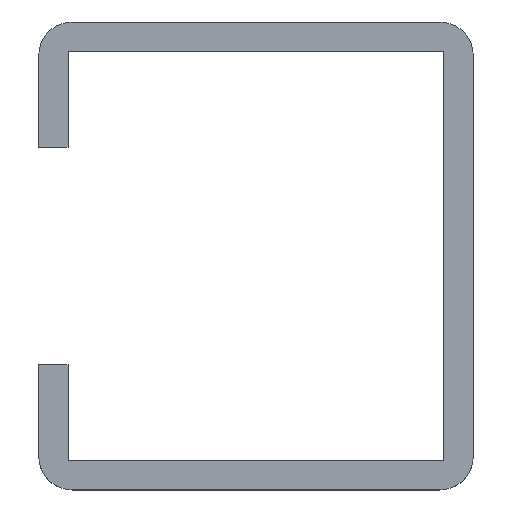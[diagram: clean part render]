
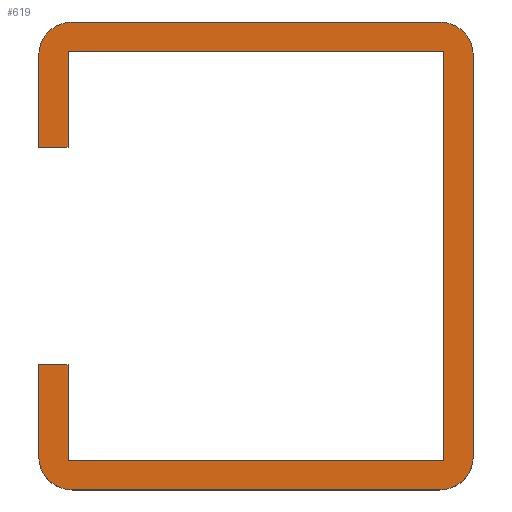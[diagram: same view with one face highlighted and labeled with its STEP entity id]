
A CAD part, top view. The second image highlights one B-rep face of the part: STEP entity #619.
In plain terms, the highlighted planar face has unit normal (0, 0, 1).
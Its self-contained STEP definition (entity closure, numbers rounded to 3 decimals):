
#73=CARTESIAN_POINT('',(13.0,-12.,3.5));
#74=VERTEX_POINT('',#73);
#75=CARTESIAN_POINT('',(11.,-14.,3.5));
#76=VERTEX_POINT('',#75);
#77=CARTESIAN_POINT('',(11.0,-12.,3.5));
#78=DIRECTION('',(0.0,0.0,-1.));
#79=DIRECTION('',(0.707,-0.707,0.0));
#80=AXIS2_PLACEMENT_3D('',#77,#78,#79);
#81=CIRCLE('',#80,2.);
#82=EDGE_CURVE('',#74,#76,#81,.T.);
#124=CARTESIAN_POINT('',(13.0,12.,3.5));
#125=VERTEX_POINT('',#124);
#132=CARTESIAN_POINT('',(13.0,12.,3.5));
#133=DIRECTION('',(0.0,-1.0,0.0));
#134=VECTOR('',#133,24.);
#135=LINE('',#132,#134);
#136=EDGE_CURVE('',#125,#74,#135,.T.);
#269=CARTESIAN_POINT('',(11.0,14.,3.5));
#270=VERTEX_POINT('',#269);
#271=CARTESIAN_POINT('',(11.0,12.,3.5));
#272=DIRECTION('',(0.0,0.0,-1.0));
#273=DIRECTION('',(0.707,0.707,0.0));
#274=AXIS2_PLACEMENT_3D('',#271,#272,#273);
#275=CIRCLE('',#274,2.0);
#276=EDGE_CURVE('',#270,#125,#275,.T.);
#296=CARTESIAN_POINT('',(-11.,14.,3.5));
#297=VERTEX_POINT('',#296);
#304=CARTESIAN_POINT('',(-11.,14.,3.5));
#305=DIRECTION('',(1.0,0.0,0.0));
#306=VECTOR('',#305,22.);
#307=LINE('',#304,#306);
#308=EDGE_CURVE('',#297,#270,#307,.T.);
#318=CARTESIAN_POINT('',(-13.0,12.,3.5));
#319=VERTEX_POINT('',#318);
#320=CARTESIAN_POINT('',(-11.,12.,3.5));
#321=DIRECTION('',(0.0,0.0,-1.));
#322=DIRECTION('',(-0.707,0.707,0.0));
#323=AXIS2_PLACEMENT_3D('',#320,#321,#322);
#324=CIRCLE('',#323,2.);
#325=EDGE_CURVE('',#319,#297,#324,.T.);
#345=CARTESIAN_POINT('',(-13.,6.5,3.5));
#346=VERTEX_POINT('',#345);
#353=CARTESIAN_POINT('',(-13.0,6.5,3.5));
#354=DIRECTION('',(0.0,1.0,0.0));
#355=VECTOR('',#354,5.5);
#356=LINE('',#353,#355);
#357=EDGE_CURVE('',#346,#319,#356,.T.);
#367=CARTESIAN_POINT('',(-11.0,-14.,3.5));
#368=VERTEX_POINT('',#367);
#369=CARTESIAN_POINT('',(-13.0,-12.,3.5));
#370=VERTEX_POINT('',#369);
#371=CARTESIAN_POINT('',(-11.0,-12.,3.5));
#372=DIRECTION('',(0.0,0.0,-1.0));
#373=DIRECTION('',(-0.707,-0.707,0.0));
#374=AXIS2_PLACEMENT_3D('',#371,#372,#373);
#375=CIRCLE('',#374,2.0);
#376=EDGE_CURVE('',#368,#370,#375,.T.);
#400=CARTESIAN_POINT('',(-13.,-6.5,3.5));
#401=VERTEX_POINT('',#400);
#402=CARTESIAN_POINT('',(-13.0,-12.,3.5));
#403=DIRECTION('',(0.0,1.0,0.0));
#404=VECTOR('',#403,5.5);
#405=LINE('',#402,#404);
#406=EDGE_CURVE('',#370,#401,#405,.T.);
#423=CARTESIAN_POINT('',(-11.25,12.25,3.5));
#424=VERTEX_POINT('',#423);
#425=CARTESIAN_POINT('',(-11.25,6.5,3.5));
#426=VERTEX_POINT('',#425);
#427=CARTESIAN_POINT('',(-11.25,12.25,3.5));
#428=DIRECTION('',(0.0,-1.0,0.0));
#429=VECTOR('',#428,5.75);
#430=LINE('',#427,#429);
#431=EDGE_CURVE('',#424,#426,#430,.T.);
#454=CARTESIAN_POINT('',(-11.25,6.5,3.5));
#455=DIRECTION('',(-1.0,0.0,0.0));
#456=VECTOR('',#455,1.75);
#457=LINE('',#454,#456);
#458=EDGE_CURVE('',#426,#346,#457,.T.);
#472=CARTESIAN_POINT('',(11.,-14.,3.5));
#473=DIRECTION('',(-1.0,0.0,0.0));
#474=VECTOR('',#473,22.);
#475=LINE('',#472,#474);
#476=EDGE_CURVE('',#76,#368,#475,.T.);
#488=CARTESIAN_POINT('',(-11.25,-6.5,3.5));
#489=VERTEX_POINT('',#488);
#490=CARTESIAN_POINT('',(-13.,-6.5,3.5));
#491=DIRECTION('',(1.0,0.0,0.0));
#492=VECTOR('',#491,1.75);
#493=LINE('',#490,#492);
#494=EDGE_CURVE('',#401,#489,#493,.T.);
#512=CARTESIAN_POINT('',(-11.25,-12.25,3.5));
#513=VERTEX_POINT('',#512);
#514=CARTESIAN_POINT('',(-11.25,-6.5,3.5));
#515=DIRECTION('',(0.0,-1.0,0.0));
#516=VECTOR('',#515,5.75);
#517=LINE('',#514,#516);
#518=EDGE_CURVE('',#489,#513,#517,.T.);
#536=CARTESIAN_POINT('',(11.25,-12.25,3.5));
#537=VERTEX_POINT('',#536);
#538=CARTESIAN_POINT('',(-11.25,-12.25,3.5));
#539=DIRECTION('',(1.0,0.0,0.0));
#540=VECTOR('',#539,22.5);
#541=LINE('',#538,#540);
#542=EDGE_CURVE('',#513,#537,#541,.T.);
#560=CARTESIAN_POINT('',(11.25,12.25,3.5));
#561=VERTEX_POINT('',#560);
#562=CARTESIAN_POINT('',(11.25,-12.25,3.5));
#563=DIRECTION('',(0.0,1.0,0.0));
#564=VECTOR('',#563,24.5);
#565=LINE('',#562,#564);
#566=EDGE_CURVE('',#537,#561,#565,.T.);
#584=CARTESIAN_POINT('',(11.25,12.25,3.5));
#585=DIRECTION('',(-1.0,0.0,0.0));
#586=VECTOR('',#585,22.5);
#587=LINE('',#584,#586);
#588=EDGE_CURVE('',#561,#424,#587,.T.);
#596=CARTESIAN_POINT('',(1.52,0.,3.5));
#597=DIRECTION('',(0.0,0.0,1.0));
#598=DIRECTION('',(1.0,0.0,0.0));
#599=AXIS2_PLACEMENT_3D('',#596,#597,#598);
#600=PLANE('',#599);
#601=ORIENTED_EDGE('',*,*,#82,.F.);
#602=ORIENTED_EDGE('',*,*,#136,.F.);
#603=ORIENTED_EDGE('',*,*,#276,.F.);
#604=ORIENTED_EDGE('',*,*,#308,.F.);
#605=ORIENTED_EDGE('',*,*,#325,.F.);
#606=ORIENTED_EDGE('',*,*,#357,.F.);
#607=ORIENTED_EDGE('',*,*,#458,.F.);
#608=ORIENTED_EDGE('',*,*,#431,.F.);
#609=ORIENTED_EDGE('',*,*,#588,.F.);
#610=ORIENTED_EDGE('',*,*,#566,.F.);
#611=ORIENTED_EDGE('',*,*,#542,.F.);
#612=ORIENTED_EDGE('',*,*,#518,.F.);
#613=ORIENTED_EDGE('',*,*,#494,.F.);
#614=ORIENTED_EDGE('',*,*,#406,.F.);
#615=ORIENTED_EDGE('',*,*,#376,.F.);
#616=ORIENTED_EDGE('',*,*,#476,.F.);
#617=EDGE_LOOP('',(#601,#602,#603,#604,#605,#606,#607,#608,#609,#610,#611,#612,#613,#614,#615,#616));
#618=FACE_OUTER_BOUND('',#617,.T.);
#619=ADVANCED_FACE('',(#618),#600,.T.);
